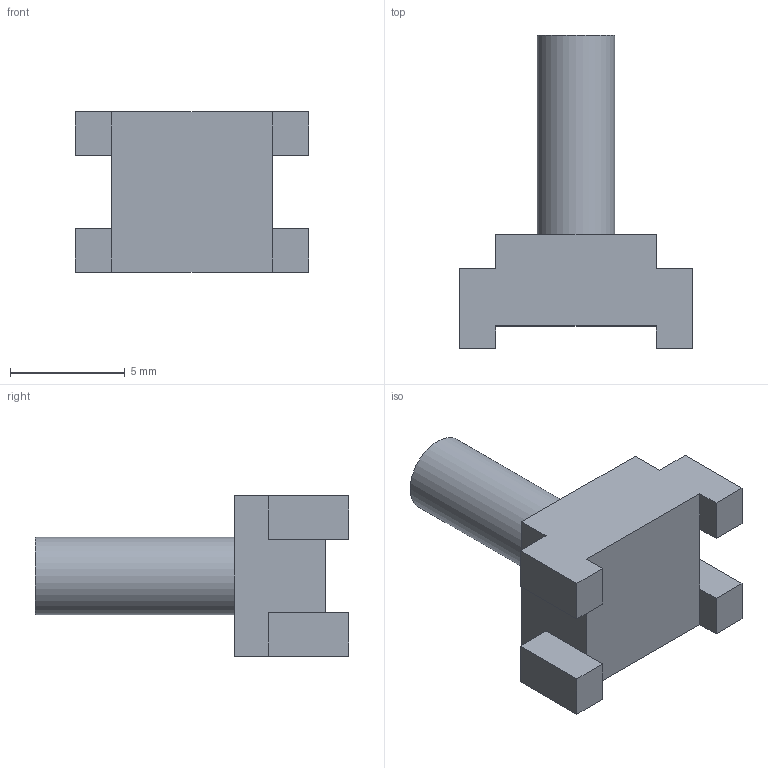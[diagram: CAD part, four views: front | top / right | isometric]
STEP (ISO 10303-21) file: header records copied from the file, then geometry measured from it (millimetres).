
FILE_DESCRIPTION(/* description */ (''),/* implementation_level */ '2;1');
FILE_NAME(/* name */ 'Small Button v6.stp',/* time_stamp */ '2025-09-12T00:26:04+02:00',/* author */ (''),/* organization */ (''),/* preprocessor_version */ 'ST-DEVELOPER v20.1',/* originating_system */ 'Autodesk Translation Framework v14.10.0.0',/* authorisation */ '');
FILE_SCHEMA (('AUTOMOTIVE_DESIGN { 1 0 10303 214 3 1 1 }'));
Length unit declared in the file: millimetre
Products named in the file (1): Small Button
Bounding box: 10.2 x 13.7 x 7 mm (x, y, z)
Volume: 317.5 mm3; surface area: 387.2 mm2
Topology: 1 solids, 1 shells, 28 faces, 71 edges, 46 vertices
Faces by surface type: plane 27, cylinder 1
Full cylindrical faces by diameter (mm): 3.4 x1
Entity records: 858 total; most frequent: CARTESIAN_POINT 146, ORIENTED_EDGE 142, DIRECTION 131, EDGE_CURVE 71, LINE 69, VECTOR 69, VERTEX_POINT 46, AXIS2_PLACEMENT_3D 31
